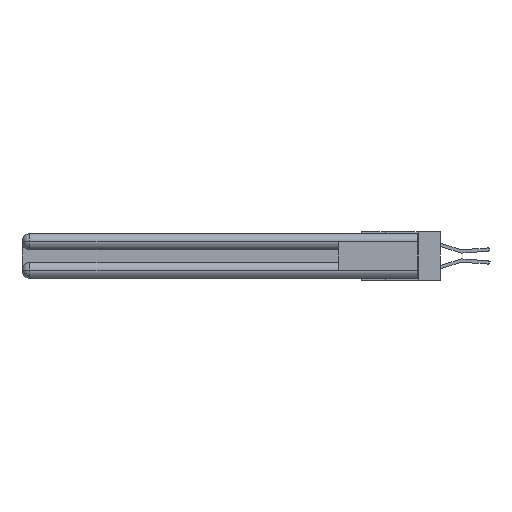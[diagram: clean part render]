
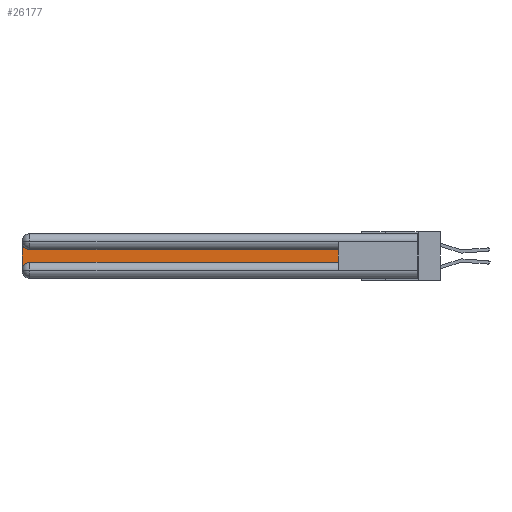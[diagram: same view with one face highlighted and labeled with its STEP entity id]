
A CAD part, left-side view. The second image highlights one B-rep face of the part: STEP entity #26177.
In plain terms, the highlighted planar face has unit normal (-1, 0, 0).
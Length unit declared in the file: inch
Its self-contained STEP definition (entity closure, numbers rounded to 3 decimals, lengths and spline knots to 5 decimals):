
#270 = VECTOR ( 'NONE', #10700, 39.37008 ) ;
#408 = AXIS2_PLACEMENT_3D ( 'NONE', #26357, #22152, #8287 ) ;
#980 = VECTOR ( 'NONE', #28248, 39.37008 ) ;
#1048 = VECTOR ( 'NONE', #29349, 39.37008 ) ;
#1384 = CIRCLE ( 'NONE', #408, 0.06 ) ;
#2023 = AXIS2_PLACEMENT_3D ( 'NONE', #5147, #20850, #20758 ) ;
#2816 = EDGE_CURVE ( 'NONE', #13455, #7849, #24178, .T. ) ;
#3190 = CARTESIAN_POINT ( 'NONE',  ( 0.075, 3., -0.0625 ) ) ;
#3882 = CARTESIAN_POINT ( 'NONE',  ( 0.075, 2.94, -0.2175 ) ) ;
#4285 = CARTESIAN_POINT ( 'NONE',  ( 0.075, 0.6, -0.2175 ) ) ;
#4763 = ORIENTED_EDGE ( 'NONE', *, *, #27555, .T. ) ;
#5147 = CARTESIAN_POINT ( 'NONE',  ( 0.075, 3., -0.1225 ) ) ;
#5449 = CARTESIAN_POINT ( 'NONE',  ( 0.075, 2.94, -0.2775 ) ) ;
#5548 = DIRECTION ( 'NONE',  ( 0., 0., -1. ) ) ;
#5801 = VERTEX_POINT ( 'NONE', #3190 ) ;
#7539 = EDGE_LOOP ( 'NONE', ( #17777, #24328, #16495, #4763, #15273, #20610 ) ) ;
#7592 = AXIS2_PLACEMENT_3D ( 'NONE', #5449, #23536, #5548 ) ;
#7849 = VERTEX_POINT ( 'NONE', #8161 ) ;
#8161 = CARTESIAN_POINT ( 'NONE',  ( 0.075, 0.6, -0.2175 ) ) ;
#8287 = DIRECTION ( 'NONE',  ( 0., 0., -1. ) ) ;
#9663 = LINE ( 'NONE', #18061, #1048 ) ;
#10700 = DIRECTION ( 'NONE',  ( 0., -1., 0. ) ) ;
#10764 = EDGE_CURVE ( 'NONE', #5801, #25430, #9663, .T. ) ;
#11976 = PLANE ( 'NONE',  #2023 ) ;
#12634 = CIRCLE ( 'NONE', #7592, 0.06 ) ;
#12837 = CARTESIAN_POINT ( 'NONE',  ( 0.075, 0.6, -0.1225 ) ) ;
#13157 = CARTESIAN_POINT ( 'NONE',  ( 0.075, 0.6, -0.1225 ) ) ;
#13455 = VERTEX_POINT ( 'NONE', #3882 ) ;
#15273 = ORIENTED_EDGE ( 'NONE', *, *, #2816, .T. ) ;
#16495 = ORIENTED_EDGE ( 'NONE', *, *, #10764, .T. ) ;
#17777 = ORIENTED_EDGE ( 'NONE', *, *, #20319, .T. ) ;
#18061 = CARTESIAN_POINT ( 'NONE',  ( 0.075, 3., -0.2175 ) ) ;
#18352 = DIRECTION ( 'NONE',  ( 0., 1., 0. ) ) ;
#20319 = EDGE_CURVE ( 'NONE', #27460, #26589, #29359, .T. ) ;
#20610 = ORIENTED_EDGE ( 'NONE', *, *, #21255, .T. ) ;
#20758 = DIRECTION ( 'NONE',  ( 0., 0., -1. ) ) ;
#20821 = EDGE_CURVE ( 'NONE', #26589, #5801, #1384, .T. ) ;
#20850 = DIRECTION ( 'NONE',  ( 1., 0., 0. ) ) ;
#21255 = EDGE_CURVE ( 'NONE', #7849, #27460, #22812, .T. ) ;
#21548 = CARTESIAN_POINT ( 'NONE',  ( 0.075, 0.6, -0.2175 ) ) ;
#22152 = DIRECTION ( 'NONE',  ( 1., 0., 0. ) ) ;
#22812 = LINE ( 'NONE', #21548, #980 ) ;
#23536 = DIRECTION ( 'NONE',  ( 1., 0., 0. ) ) ;
#24178 = LINE ( 'NONE', #4285, #270 ) ;
#24328 = ORIENTED_EDGE ( 'NONE', *, *, #20821, .T. ) ;
#24805 = CARTESIAN_POINT ( 'NONE',  ( 0.075, 2.94, -0.1225 ) ) ;
#25430 = VERTEX_POINT ( 'NONE', #29249 ) ;
#26177 = ADVANCED_FACE ( 'NONE', ( #29190 ), #11976, .F. ) ;
#26357 = CARTESIAN_POINT ( 'NONE',  ( 0.075, 2.94, -0.0625 ) ) ;
#26463 = VECTOR ( 'NONE', #18352, 39.37008 ) ;
#26589 = VERTEX_POINT ( 'NONE', #24805 ) ;
#27460 = VERTEX_POINT ( 'NONE', #12837 ) ;
#27555 = EDGE_CURVE ( 'NONE', #25430, #13455, #12634, .T. ) ;
#28248 = DIRECTION ( 'NONE',  ( 0., 0., 1. ) ) ;
#29190 = FACE_OUTER_BOUND ( 'NONE', #7539, .T. ) ;
#29249 = CARTESIAN_POINT ( 'NONE',  ( 0.075, 3., -0.2775 ) ) ;
#29349 = DIRECTION ( 'NONE',  ( 0., 0., -1. ) ) ;
#29359 = LINE ( 'NONE', #13157, #26463 ) ;
